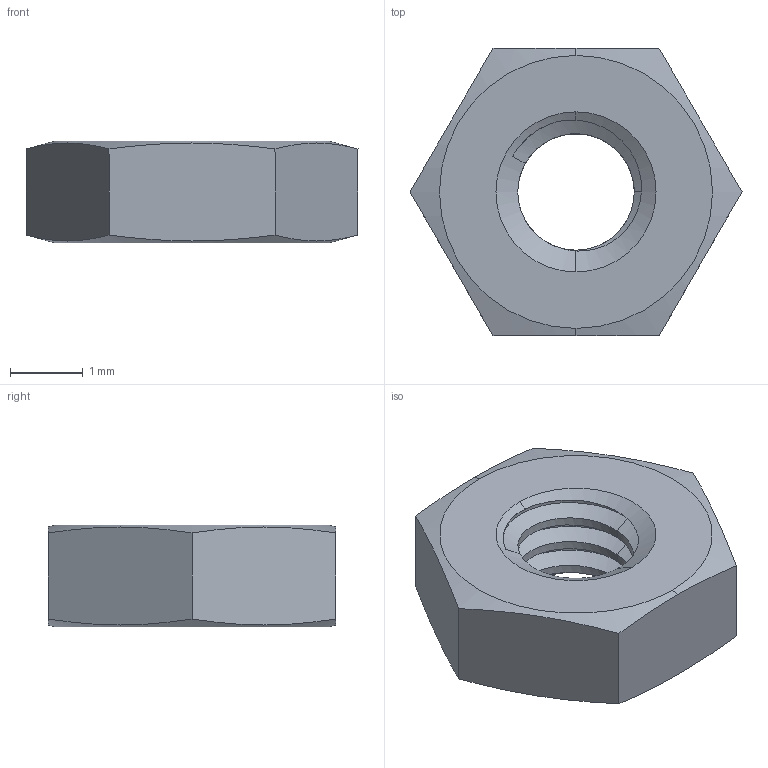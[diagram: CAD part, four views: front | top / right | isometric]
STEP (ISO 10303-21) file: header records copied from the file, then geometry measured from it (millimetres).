
FILE_DESCRIPTION (( 'STEP AP214' ), '1' );
FILE_NAME ('M2x1.4mm Hex Nut (FIX-M2).STEP', '2020-07-23T12:29:54', ( '' ), ( '' ), 'SwSTEP 2.0', 'SolidWorks 2020', '' );
FILE_SCHEMA (( 'AUTOMOTIVE_DESIGN' ));
Length unit declared in the file: millimetre
Products named in the file (1): M2x1.4mm Hex Nut (FIX-M2)
Bounding box: 4.56 x 3.95 x 1.4 mm (x, y, z)
Volume: 15.1 mm3; surface area: 50.6 mm2
Topology: 1 solids, 1 shells, 35 faces, 89 edges, 56 vertices
Faces by surface type: bspline 12, cone 8, plane 8, cylinder 7
Entity records: 1961 total; most frequent: CARTESIAN_POINT 1201, ORIENTED_EDGE 178, DIRECTION 101, EDGE_CURVE 89, VERTEX_POINT 56, B_SPLINE_CURVE_WITH_KNOTS 48, EDGE_LOOP 37, AXIS2_PLACEMENT_3D 36
